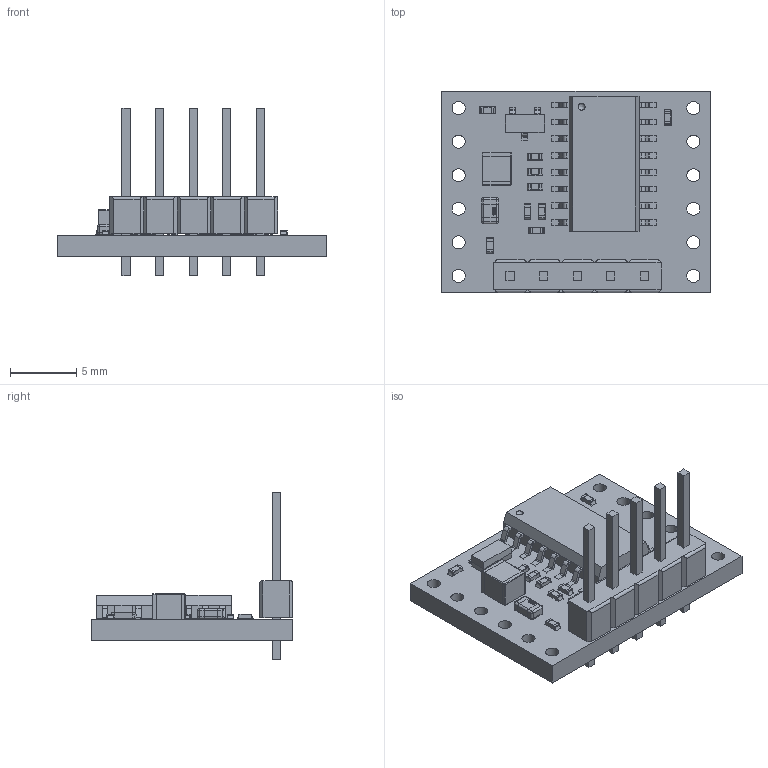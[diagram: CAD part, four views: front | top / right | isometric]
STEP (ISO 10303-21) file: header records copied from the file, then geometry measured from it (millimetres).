
FILE_DESCRIPTION(('KiCad electronic assembly'),'2;1');
FILE_NAME('l0_Load.step','2021-06-08T11:05:55',('An Author'),( 'A Company'),'Open CASCADE STEP processor 7.5', 'KiCad to STEP converter','Unknown');
FILE_SCHEMA(('AUTOMOTIVE_DESIGN { 1 0 10303 214 1 1 1 1 }'));
Length unit declared in the file: millimetre
Products named in the file (14): Open CASCADE STEP translator 7.5 1; SOP16; COMPOUND; Connector_5cts_p2.54-826629-5; SOLID; 1008; 0402 SMD Resistor; 0805 SMD Resistor; SOT-23
Assembly tree (21 placements, depth 3):
  Open CASCADE STEP translator 7.5 1
    SOP16
      COMPOUND
    Connector_5cts_p2.54-826629-5
      SOLID
    1008
      SOLID
    0402 SMD Resistor  x9
      SOLID
    0805 SMD Resistor
      SOLID
    SOT-23
      SOLID
    COMPOUND
Bounding box: 20.32 x 15.25 x 12.7 mm (x, y, z)
Volume: 698.7 mm3; surface area: 1372.8 mm2
Topology: 43 solids, 43 shells, 1149 faces, 2949 edges, 1887 vertices
Faces by surface type: plane 627, cylinder 335, bspline 90, torus 81, sphere 16
Full cylindrical faces by diameter (mm): 1 x17
Entity records: 54284 total; most frequent: CARTESIAN_POINT 14657, DIRECTION 7034, LINE 4582, VECTOR 4582, ORIENTED_EDGE 3770, PCURVE 3770, DEFINITIONAL_REPRESENTATION 3770, EDGE_CURVE 1885
